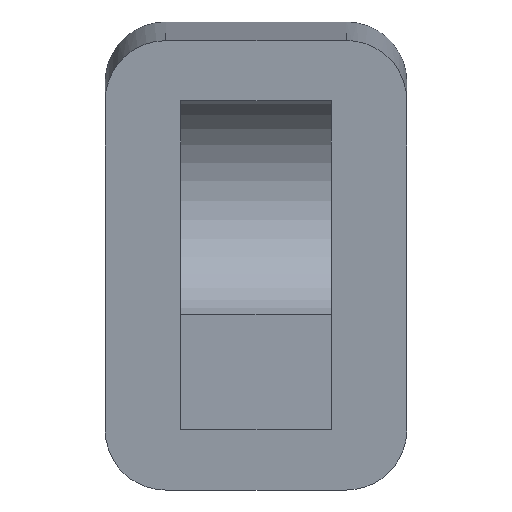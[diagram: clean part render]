
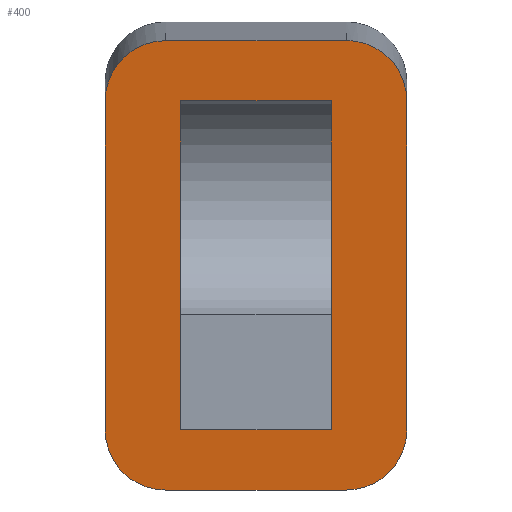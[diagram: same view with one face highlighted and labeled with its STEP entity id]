
A CAD part, left-side view. The second image highlights one B-rep face of the part: STEP entity #400.
In plain terms, the highlighted planar face has unit normal (-0.993, 0, -0.118).
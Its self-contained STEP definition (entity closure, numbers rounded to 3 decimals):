
#4 = EDGE_CURVE ( 'NONE', #574, #65, #158, .T. ) ;
#8 = EDGE_LOOP ( 'NONE', ( #658, #491, #114, #222 ) ) ;
#12 = VECTOR ( 'NONE', #19, 1000. ) ;
#13 = LINE ( 'NONE', #687, #591 ) ;
#19 = DIRECTION ( 'NONE',  ( -0.118, 0., 0.993 ) ) ;
#49 = CARTESIAN_POINT ( 'NONE',  ( -0.766, 0., 6.45 ) ) ;
#52 = CARTESIAN_POINT ( 'NONE',  ( -0.119, 5., 0.998 ) ) ;
#55 = LINE ( 'NONE', #507, #359 ) ;
#62 = CARTESIAN_POINT ( 'NONE',  ( -0.836, 5., 7.034 ) ) ;
#63 = LINE ( 'NONE', #440, #88 ) ;
#65 = VERTEX_POINT ( 'NONE', #204 ) ;
#68 = ORIENTED_EDGE ( 'NONE', *, *, #104, .F. ) ;
#73 = EDGE_CURVE ( 'NONE', #699, #589, #442, .T. ) ;
#76 = LINE ( 'NONE', #578, #718 ) ;
#80 = CARTESIAN_POINT ( 'NONE',  ( 0., 4., 0. ) ) ;
#88 = VECTOR ( 'NONE', #113, 1000. ) ;
#93 = DIRECTION ( 'NONE',  ( 0.993, 0., 0.118 ) ) ;
#104 = EDGE_CURVE ( 'NONE', #489, #298, #55, .T. ) ;
#113 = DIRECTION ( 'NONE',  ( -0.118, 0., 0.993 ) ) ;
#114 = ORIENTED_EDGE ( 'NONE', *, *, #624, .T. ) ;
#129 = CARTESIAN_POINT ( 'NONE',  ( -0.766, 5., 6.45 ) ) ;
#132 = CARTESIAN_POINT ( 'NONE',  ( -0.119, 5., 0.998 ) ) ;
#136 = EDGE_CURVE ( 'NONE', #589, #716, #63, .T. ) ;
#138 = ORIENTED_EDGE ( 'NONE', *, *, #136, .T. ) ;
#142 = CARTESIAN_POINT ( 'NONE',  ( -0.766, 1.25, 6.45 ) ) ;
#143 = ORIENTED_EDGE ( 'NONE', *, *, #579, .T. ) ;
#147 = CARTESIAN_POINT ( 'NONE',  ( 0., 4., 0. ) ) ;
#158 = LINE ( 'NONE', #609, #221 ) ;
#170 = DIRECTION ( 'NONE',  ( 0., -1., 0. ) ) ;
#195 = CARTESIAN_POINT ( 'NONE',  ( -0.836, 0., 7.034 ) ) ;
#204 = CARTESIAN_POINT ( 'NONE',  ( -0.766, 5., 6.45 ) ) ;
#216 = CARTESIAN_POINT ( 'NONE',  ( 0., 3.75, 0. ) ) ;
#221 = VECTOR ( 'NONE', #258, 1000. ) ;
#222 = ORIENTED_EDGE ( 'NONE', *, *, #615, .F. ) ;
#230 = CARTESIAN_POINT ( 'NONE',  ( 0., 4.586, 0. ) ) ;
#231 = ORIENTED_EDGE ( 'NONE', *, *, #249, .T. ) ;
#240 = VECTOR ( 'NONE', #553, 1000. ) ;
#241 = CARTESIAN_POINT ( 'NONE',  ( -0.885, 1., 7.448 ) ) ;
#249 = EDGE_CURVE ( 'NONE', #574, #403, #526, .T. ) ;
#250 = DIRECTION ( 'NONE',  ( 0.118, 0., -0.993 ) ) ;
#258 = DIRECTION ( 'NONE',  ( -0.118, 0., 0.993 ) ) ;
#263 = CARTESIAN_POINT ( 'NONE',  ( -0.885, 0.414, 7.448 ) ) ;
#280 = DIRECTION ( 'NONE',  ( 0., 1., 0. ) ) ;
#293 = DIRECTION ( 'NONE',  ( 0., 1., 0. ) ) ;
#298 = VERTEX_POINT ( 'NONE', #241 ) ;
#307 = VECTOR ( 'NONE', #293, 1000. ) ;
#312 = VERTEX_POINT ( 'NONE', #581 ) ;
#314 = EDGE_CURVE ( 'NONE', #312, #586, #461, .T. ) ;
#321 = ORIENTED_EDGE ( 'NONE', *, *, #4, .F. ) ;
#329 = CARTESIAN_POINT ( 'NONE',  ( -0.049, 0., 0.413 ) ) ;
#336 = EDGE_CURVE ( 'NONE', #403, #699, #13, .T. ) ;
#348 = EDGE_LOOP ( 'NONE', ( #600, #646, #138, #710, #68, #143, #321, #231 ) ) ;
#349 = CARTESIAN_POINT ( 'NONE',  ( 0., 1., 0. ) ) ;
#359 = VECTOR ( 'NONE', #170, 1000. ) ;
#371 = CARTESIAN_POINT ( 'NONE',  ( -0.766, 3.75, 6.45 ) ) ;
#372 = VERTEX_POINT ( 'NONE', #142 ) ;
#400 = ADVANCED_FACE ( 'NONE', ( #638, #588 ), #472, .F. ) ;
#403 = VERTEX_POINT ( 'NONE', #147 ) ;
#408 = CARTESIAN_POINT ( 'NONE',  ( -0.766, 0., 6.45 ) ) ;
#424 = CARTESIAN_POINT ( 'NONE',  ( 0., 5., 0. ) ) ;
#434 = LINE ( 'NONE', #565, #240 ) ;
#440 = CARTESIAN_POINT ( 'NONE',  ( 0., 0., 0. ) ) ;
#442 =( BOUNDED_CURVE ( )  B_SPLINE_CURVE ( 3, ( #540, #544, #329, #560 ),
 .UNSPECIFIED., .F., .F. ) 
 B_SPLINE_CURVE_WITH_KNOTS ( ( 4, 4 ),
 ( 0., 1.571 ),
 .UNSPECIFIED. ) 
 CURVE ( )  GEOMETRIC_REPRESENTATION_ITEM ( )  RATIONAL_B_SPLINE_CURVE ( ( 1., 0.805, 0.805, 1. ) ) 
 REPRESENTATION_ITEM ( '' )  );
#450 = CARTESIAN_POINT ( 'NONE',  ( -0.049, 5., 0.413 ) ) ;
#455 = LINE ( 'NONE', #216, #12 ) ;
#461 = LINE ( 'NONE', #467, #307 ) ;
#466 = AXIS2_PLACEMENT_3D ( 'NONE', #424, #93, #250 ) ;
#467 = CARTESIAN_POINT ( 'NONE',  ( -0.119, 5., 0.998 ) ) ;
#472 = PLANE ( 'NONE',  #466 ) ;
#488 = CARTESIAN_POINT ( 'NONE',  ( -0.885, 4., 7.448 ) ) ;
#489 = VERTEX_POINT ( 'NONE', #488 ) ;
#491 = ORIENTED_EDGE ( 'NONE', *, *, #314, .T. ) ;
#507 = CARTESIAN_POINT ( 'NONE',  ( -0.885, 5., 7.448 ) ) ;
#522 = VERTEX_POINT ( 'NONE', #371 ) ;
#526 =( BOUNDED_CURVE ( )  B_SPLINE_CURVE ( 3, ( #132, #450, #230, #80 ),
 .UNSPECIFIED., .F., .F. ) 
 B_SPLINE_CURVE_WITH_KNOTS ( ( 4, 4 ),
 ( 1.571, 3.142 ),
 .UNSPECIFIED. ) 
 CURVE ( )  GEOMETRIC_REPRESENTATION_ITEM ( )  RATIONAL_B_SPLINE_CURVE ( ( 1., 0.805, 0.805, 1. ) ) 
 REPRESENTATION_ITEM ( '' )  );
#537 = EDGE_CURVE ( 'NONE', #716, #298, #652, .T. ) ;
#540 = CARTESIAN_POINT ( 'NONE',  ( 0., 1., 0. ) ) ;
#544 = CARTESIAN_POINT ( 'NONE',  ( 0., 0.414, 0. ) ) ;
#552 =( BOUNDED_CURVE ( )  B_SPLINE_CURVE ( 3, ( #632, #726, #62, #129 ),
 .UNSPECIFIED., .F., .F. ) 
 B_SPLINE_CURVE_WITH_KNOTS ( ( 4, 4 ),
 ( 0., 1.571 ),
 .UNSPECIFIED. ) 
 CURVE ( )  GEOMETRIC_REPRESENTATION_ITEM ( )  RATIONAL_B_SPLINE_CURVE ( ( 1., 0.805, 0.805, 1. ) ) 
 REPRESENTATION_ITEM ( '' )  );
#553 = DIRECTION ( 'NONE',  ( -0.118, 0., 0.993 ) ) ;
#560 = CARTESIAN_POINT ( 'NONE',  ( -0.119, 0., 0.998 ) ) ;
#562 = CARTESIAN_POINT ( 'NONE',  ( -0.119, 0., 0.998 ) ) ;
#565 = CARTESIAN_POINT ( 'NONE',  ( 0., 1.25, 0. ) ) ;
#574 = VERTEX_POINT ( 'NONE', #52 ) ;
#578 = CARTESIAN_POINT ( 'NONE',  ( -0.766, 5., 6.45 ) ) ;
#579 = EDGE_CURVE ( 'NONE', #489, #65, #552, .T. ) ;
#581 = CARTESIAN_POINT ( 'NONE',  ( -0.119, 1.25, 0.998 ) ) ;
#586 = VERTEX_POINT ( 'NONE', #665 ) ;
#588 = FACE_BOUND ( 'NONE', #8, .T. ) ;
#589 = VERTEX_POINT ( 'NONE', #562 ) ;
#591 = VECTOR ( 'NONE', #592, 1000. ) ;
#592 = DIRECTION ( 'NONE',  ( 0., -1., 0. ) ) ;
#600 = ORIENTED_EDGE ( 'NONE', *, *, #336, .T. ) ;
#609 = CARTESIAN_POINT ( 'NONE',  ( 0., 5., 0. ) ) ;
#610 = EDGE_CURVE ( 'NONE', #312, #372, #434, .T. ) ;
#615 = EDGE_CURVE ( 'NONE', #372, #522, #76, .T. ) ;
#624 = EDGE_CURVE ( 'NONE', #586, #522, #455, .T. ) ;
#632 = CARTESIAN_POINT ( 'NONE',  ( -0.885, 4., 7.448 ) ) ;
#638 = FACE_OUTER_BOUND ( 'NONE', #348, .T. ) ;
#646 = ORIENTED_EDGE ( 'NONE', *, *, #73, .T. ) ;
#652 =( BOUNDED_CURVE ( )  B_SPLINE_CURVE ( 3, ( #49, #195, #263, #719 ),
 .UNSPECIFIED., .F., .F. ) 
 B_SPLINE_CURVE_WITH_KNOTS ( ( 4, 4 ),
 ( 1.571, 3.142 ),
 .UNSPECIFIED. ) 
 CURVE ( )  GEOMETRIC_REPRESENTATION_ITEM ( )  RATIONAL_B_SPLINE_CURVE ( ( 1., 0.805, 0.805, 1. ) ) 
 REPRESENTATION_ITEM ( '' )  );
#658 = ORIENTED_EDGE ( 'NONE', *, *, #610, .F. ) ;
#665 = CARTESIAN_POINT ( 'NONE',  ( -0.119, 3.75, 0.998 ) ) ;
#687 = CARTESIAN_POINT ( 'NONE',  ( 0., 5., 0. ) ) ;
#699 = VERTEX_POINT ( 'NONE', #349 ) ;
#710 = ORIENTED_EDGE ( 'NONE', *, *, #537, .T. ) ;
#716 = VERTEX_POINT ( 'NONE', #408 ) ;
#718 = VECTOR ( 'NONE', #280, 1000. ) ;
#719 = CARTESIAN_POINT ( 'NONE',  ( -0.885, 1., 7.448 ) ) ;
#726 = CARTESIAN_POINT ( 'NONE',  ( -0.885, 4.586, 7.448 ) ) ;
